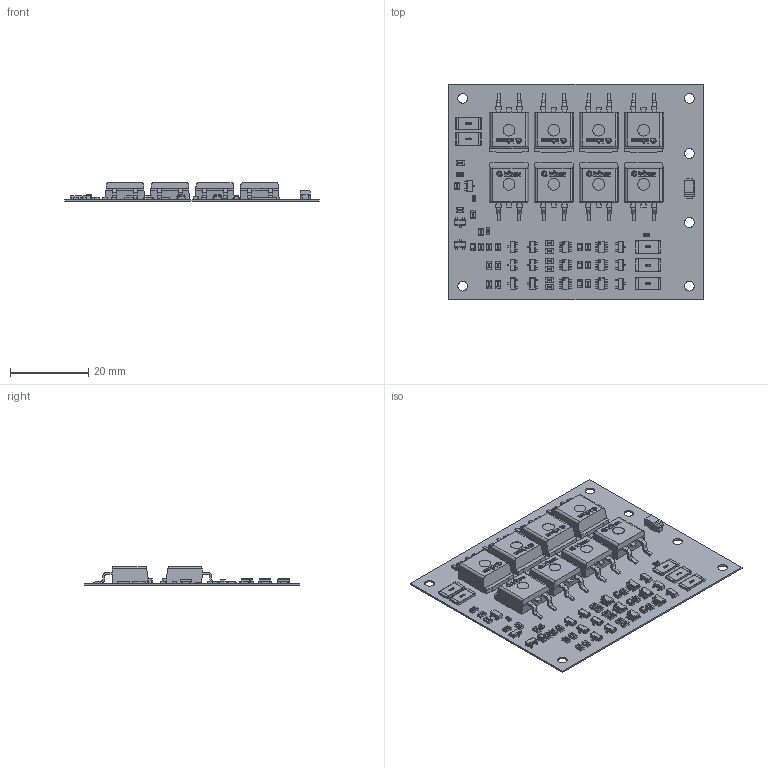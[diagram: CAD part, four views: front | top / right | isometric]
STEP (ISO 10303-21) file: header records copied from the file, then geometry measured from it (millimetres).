
FILE_DESCRIPTION(('Open CASCADE Model'),'2;1');
FILE_NAME('Open CASCADE Shape Model','2023-12-24T20:36:21',('Author'),( 'Open CASCADE'),'Open CASCADE STEP processor 7.5','Open CASCADE 7.5' ,'Unknown');
FILE_SCHEMA(('AUTOMOTIVE_DESIGN { 1 0 10303 214 1 1 1 1 }'));
Length unit declared in the file: millimetre
Products named in the file (97): PCB; Board; Open CASCADE STEP translator 7.5 2.1.1; R29; User Library-SMD RESISTOR-2; U3; User Library-SOT23-6; U2; U1; R30; R28; R27; R26; R25; R24; R23; R22; User Library-SMD RESISTOR-1 (3); R21; R20; User Library-SMD RESISTOR-1 (9); R19; R18; R17; R16; R15; R14; R13; R12; R11; R10; R9; R8; R7; R6; R5; R4; R3; R2; R1 ...
Assembly tree (150 placements, depth 5):
  PCB
    Board
      Open CASCADE STEP translator 7.5 2.1.1
    R29
      User Library-SMD RESISTOR-2
    U3
      User Library-SOT23-6
    U2
      User Library-SOT23-6
    U1
      User Library-SOT23-6
    R30
      User Library-SMD RESISTOR-2
    R28
      User Library-SMD RESISTOR-2
    R27
      User Library-SMD RESISTOR-2
    R26
      User Library-SMD RESISTOR-2
    R25
      User Library-SMD RESISTOR-2
    R24
      User Library-SMD RESISTOR-2
    R23
      User Library-SMD RESISTOR-2
    R22
      User Library-SMD RESISTOR-1 (3)
    R21
      User Library-SMD RESISTOR-1 (3)
    R20
      User Library-SMD RESISTOR-1 (9)
    R19
      User Library-SMD RESISTOR-1 (9)
    R18
      User Library-SMD RESISTOR-1 (3)
    R17
      User Library-SMD RESISTOR-2
    R16
      User Library-SMD RESISTOR-2
    R15
      User Library-SMD RESISTOR-2
    R14
      User Library-SMD RESISTOR-2
    R13
      User Library-SMD RESISTOR-2
    R12
      User Library-SMD RESISTOR-1 (9)
    R11
      User Library-SMD RESISTOR-2
    R10
      User Library-SMD RESISTOR-2
    R9
      User Library-SMD RESISTOR-2
    R8
      User Library-SMD RESISTOR-2
    R7
      User Library-SMD RESISTOR-2
    R6
      User Library-SMD RESISTOR-1 (9)
    R5
Bounding box: 65 x 55 x 4.82 mm (x, y, z)
Volume: 4885.5 mm3; surface area: 13222.8 mm2
Topology: 216 solids, 216 shells, 7859 faces, 19843 edges, 12674 vertices
Faces by surface type: plane 4131, cylinder 2002, bspline 1558, sphere 168
Full cylindrical faces by diameter (mm): 0.199 x8, 0.416 x8, 2.5 x6, 3 x8
Entity records: 57004 total; most frequent: CARTESIAN_POINT 21873, ORIENTED_EDGE 6332, DIRECTION 5597, EDGE_CURVE 3166, VERTEX_POINT 1975, LINE 1931, VECTOR 1931, AXIS2_PLACEMENT_3D 1833
